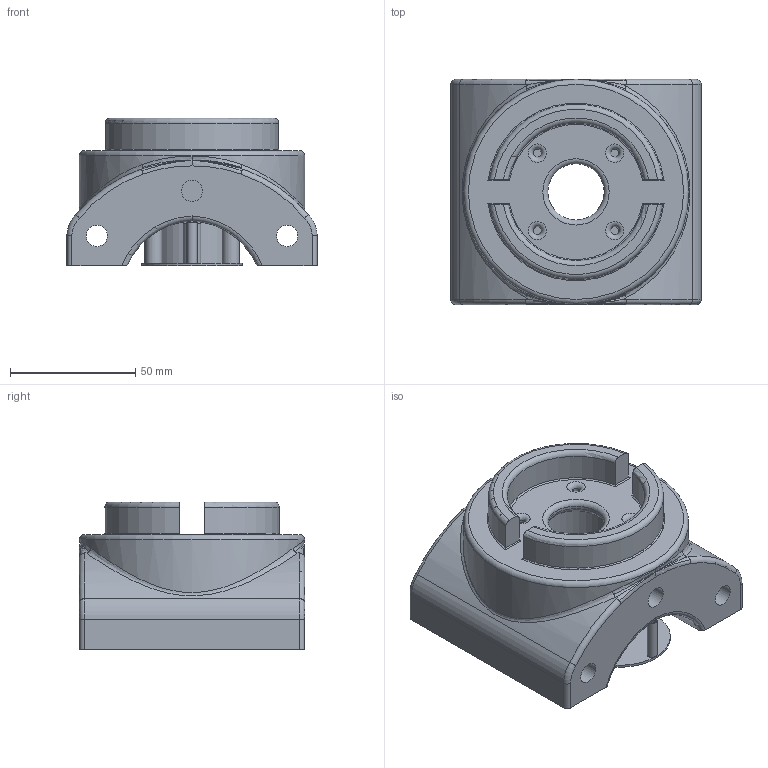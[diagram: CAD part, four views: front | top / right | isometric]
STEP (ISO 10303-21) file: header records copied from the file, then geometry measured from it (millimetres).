
FILE_DESCRIPTION(/* description */ (''),/* implementation_level */ '2;1');
FILE_NAME(/* name */ 'G003976-Soporte motor-con soporte_rev03.stp',/* time_stamp */ '2015-03-24T08:58:52+01:00',/* author */ ('jnazabal'),/* organization */ (''),/* preprocessor_version */ 'ST-DEVELOPER v15.6',/* originating_system */ 'Autodesk Inventor 2015',/* authorisation */ '');
FILE_SCHEMA (('AUTOMOTIVE_DESIGN { 1 0 10303 214 3 1 1 }'));
Length unit declared in the file: millimetre
Products named in the file (1): G003976-Soporte motor-con soporte_rev03
Bounding box: 100 x 90 x 59.11 mm (x, y, z)
Volume: 251673.9 mm3; surface area: 68272.4 mm2
Topology: 2 solids, 2 shells, 168 faces, 402 edges, 261 vertices
Faces by surface type: plane 71, cylinder 52, torus 27, bspline 18
Full cylindrical faces by diameter (mm): 2 x4, 3 x1, 3.3 x4, 4 x1, 6 x6, 7 x6, 8.5 x6, 22.5 x1, 30 x1, 31 x1, 90 x1
Entity records: 6241 total; most frequent: CARTESIAN_POINT 2533, DIRECTION 725, ORIENTED_EDGE 712, EDGE_CURVE 356, AXIS2_PLACEMENT_3D 298, VERTEX_POINT 254, EDGE_LOOP 252, FACE_OUTER_BOUND 168
